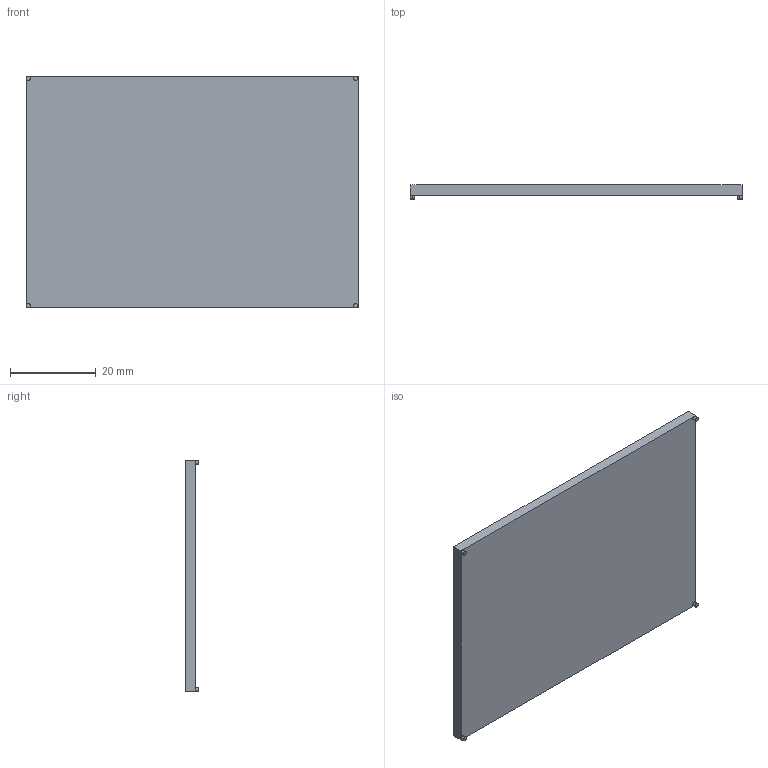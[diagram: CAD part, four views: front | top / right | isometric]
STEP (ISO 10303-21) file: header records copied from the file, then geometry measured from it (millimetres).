
FILE_DESCRIPTION (( 'STEP AP214' ), '1' );
FILE_NAME ('User Library-3.2''''TFT.STEP', '2022-06-10T04:25:57', ( '' ), ( '' ), 'SwSTEP 2.0', 'SolidWorks 2021', '' );
FILE_SCHEMA (( 'AUTOMOTIVE_DESIGN' ));
Length unit declared in the file: millimetre
Products named in the file (1): User Library-3.2''''TFT
Bounding box: 77.4 x 3.2 x 54 mm (x, y, z)
Volume: 8940.9 mm3; surface area: 9602.9 mm2
Topology: 1 solids, 1 shells, 46 faces, 112 edges, 70 vertices
Faces by surface type: plane 38, cylinder 8
Entity records: 1391 total; most frequent: CARTESIAN_POINT 229, DIRECTION 226, ORIENTED_EDGE 224, EDGE_CURVE 112, VECTOR 92, LINE 92, VERTEX_POINT 70, AXIS2_PLACEMENT_3D 67
